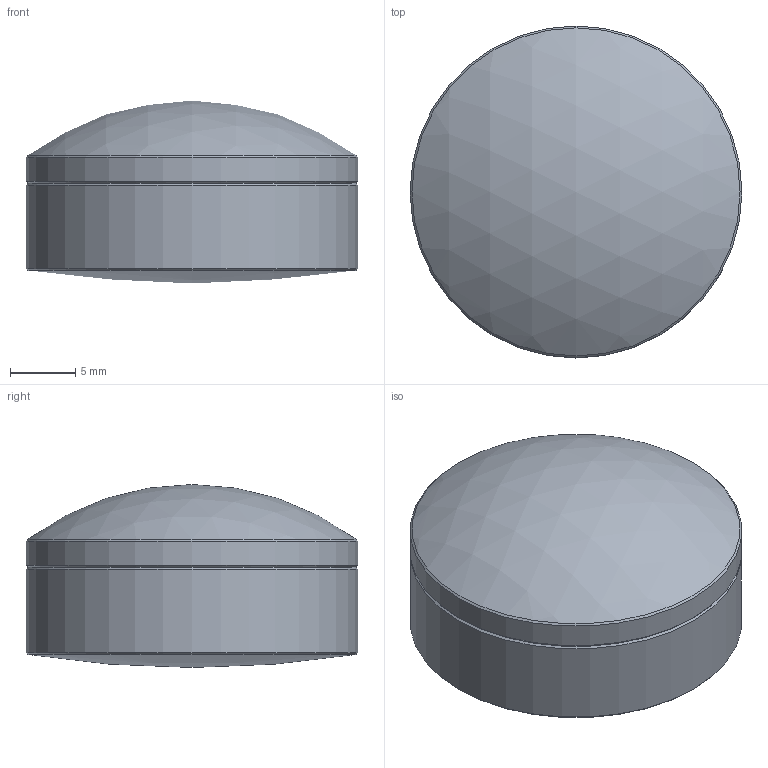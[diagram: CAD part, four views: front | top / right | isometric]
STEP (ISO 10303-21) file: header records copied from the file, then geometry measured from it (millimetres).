
FILE_DESCRIPTION(/* description */ ('STEP AP203'),/* implementation_level */ '2;1');
FILE_NAME(/* name */ '00_AC254-030-A-Step.ipt.step',/* time_stamp */ '2022-11-29T07:34:15+01:00',/* author */ ('admin'),/* organization */ (''),/* preprocessor_version */ 'ST-DEVELOPER v18.1',/* originating_system */ 'Autodesk Inventor 2022',/* authorisation */ '');
FILE_SCHEMA (('AUTOMOTIVE_DESIGN { 1 0 10303 214 3 1 1 }'));
Length unit declared in the file: millimetre
Products named in the file (1): 00_AC254-030-A-Step
Bounding box: 25.4 x 25.4 x 14 mm (x, y, z)
Volume: 5785.4 mm3; surface area: 2963.6 mm2
Topology: 2 solids, 2 shells, 9 faces, 13 edges, 8 vertices
Faces by surface type: sphere 4, cone 3, cylinder 2
Full cylindrical faces by diameter (mm): 25.4 x2
Entity records: 239 total; most frequent: DIRECTION 41, CARTESIAN_POINT 31, ORIENTED_EDGE 26, AXIS2_PLACEMENT_3D 18, EDGE_CURVE 13, FACE_OUTER_BOUND 9, EDGE_LOOP 9, ADVANCED_FACE 9
